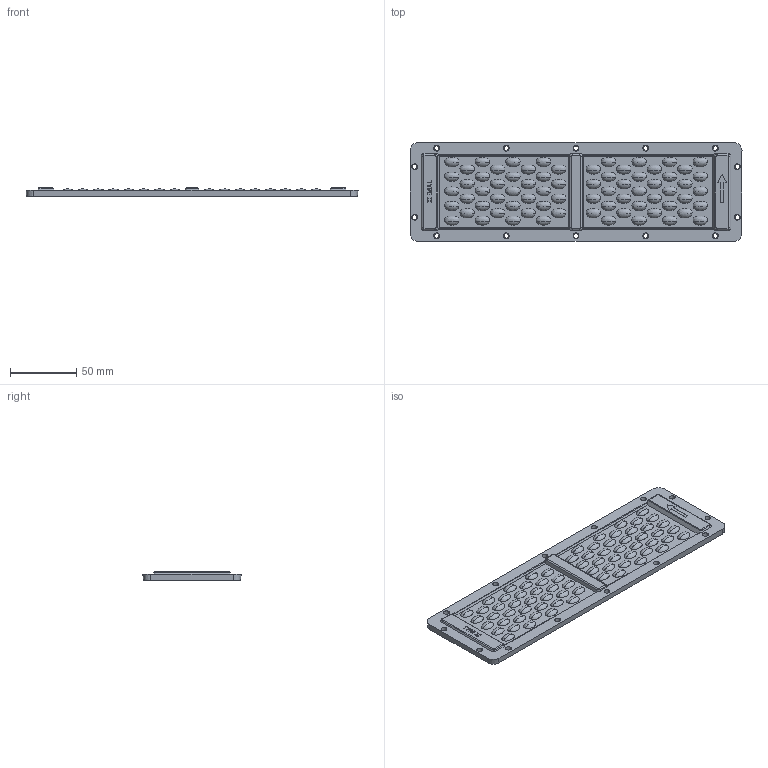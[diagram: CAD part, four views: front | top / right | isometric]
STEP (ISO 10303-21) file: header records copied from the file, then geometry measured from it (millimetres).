
FILE_DESCRIPTION (( 'STEP AP203' ), '1' );
FILE_NAME ('L306-4_LD25074-72H1-T2M-20200825-KH.stp', '2022-02-09T07:41:04', ( 'Windows 蚚誧' ), ( '' ), 'SwSTEP 2.0', 'SolidWorks 2019', '' );
FILE_SCHEMA (( 'CONFIG_CONTROL_DESIGN' ));
Length unit declared in the file: millimetre
Products named in the file (1): L306-4_LD25074-72H1-T2M-20200825-KH
Bounding box: 250 x 74 x 6.6 mm (x, y, z)
Volume: 51221.5 mm3; surface area: 48296.8 mm2
Topology: 1 solids, 1 shells, 1122 faces, 3080 edges, 1972 vertices
Faces by surface type: plane 508, cone 432, bspline 158, cylinder 20, torus 4
Entity records: 64202 total; most frequent: CARTESIAN_POINT 36669, ORIENTED_EDGE 5872, DIRECTION 5380, EDGE_CURVE 2936, VERTEX_POINT 1972, AXIS2_PLACEMENT_3D 1855, LINE 1670, VECTOR 1670
